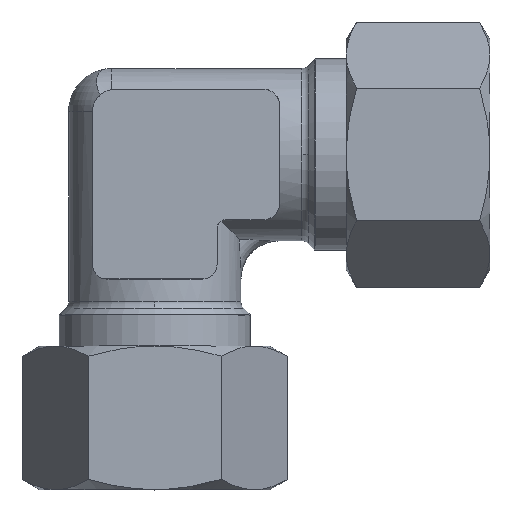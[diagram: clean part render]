
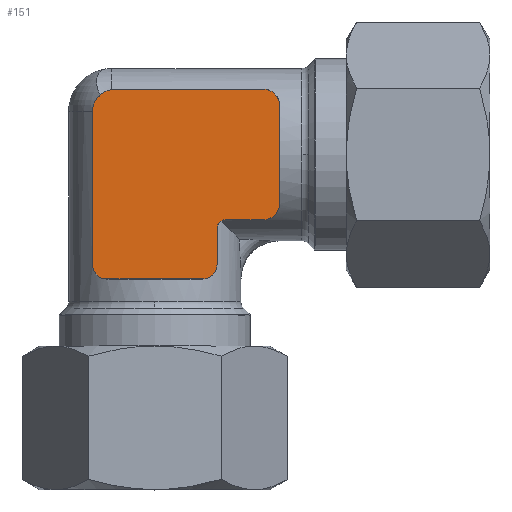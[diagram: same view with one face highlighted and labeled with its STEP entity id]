
A CAD part, top view. The second image highlights one B-rep face of the part: STEP entity #151.
In plain terms, the highlighted planar face has unit normal (0, 0, 1).
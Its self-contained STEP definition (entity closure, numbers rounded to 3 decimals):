
#151=ADVANCED_FACE('',(#381),#382,.T.);
#381=FACE_OUTER_BOUND('',#629,.T.);
#382=PLANE('',#630);
#629=EDGE_LOOP('',(#1449,#1450,#1451,#1452,#1453,#1454,#1455,#1456,#1457,#1458,#1459,#1460,#1461,#1462,#1463));
#630=AXIS2_PLACEMENT_3D('',#1464,#1465,#1466);
#1449=ORIENTED_EDGE('',*,*,#1674,.F.);
#1450=ORIENTED_EDGE('',*,*,#1876,.F.);
#1451=ORIENTED_EDGE('',*,*,#1887,.F.);
#1452=ORIENTED_EDGE('',*,*,#1903,.F.);
#1453=ORIENTED_EDGE('',*,*,#1901,.F.);
#1454=ORIENTED_EDGE('',*,*,#1899,.F.);
#1455=ORIENTED_EDGE('',*,*,#1897,.F.);
#1456=ORIENTED_EDGE('',*,*,#1895,.F.);
#1457=ORIENTED_EDGE('',*,*,#1893,.F.);
#1458=ORIENTED_EDGE('',*,*,#1891,.F.);
#1459=ORIENTED_EDGE('',*,*,#1852,.F.);
#1460=ORIENTED_EDGE('',*,*,#1859,.F.);
#1461=ORIENTED_EDGE('',*,*,#1681,.F.);
#1462=ORIENTED_EDGE('',*,*,#1864,.F.);
#1463=ORIENTED_EDGE('',*,*,#1869,.F.);
#1464=CARTESIAN_POINT('',(2.706,-2.558,9.5));
#1465=DIRECTION('',(0.0,0.0,1.0));
#1466=DIRECTION('',(1.0,0.0,0.0));
#1674=EDGE_CURVE('',#2012,#2010,#2014,.T.);
#1681=EDGE_CURVE('',#2025,#2023,#2027,.T.);
#1852=EDGE_CURVE('',#2298,#2300,#2301,.T.);
#1859=EDGE_CURVE('',#2023,#2298,#2309,.T.);
#1864=EDGE_CURVE('',#2315,#2025,#2317,.T.);
#1869=EDGE_CURVE('',#2010,#2315,#2323,.T.);
#1876=EDGE_CURVE('',#2332,#2012,#2334,.T.);
#1887=EDGE_CURVE('',#2349,#2332,#2351,.T.);
#1891=EDGE_CURVE('',#2300,#2356,#2357,.T.);
#1893=EDGE_CURVE('',#2356,#2359,#2360,.T.);
#1895=EDGE_CURVE('',#2359,#2362,#2363,.T.);
#1897=EDGE_CURVE('',#2362,#2365,#2366,.T.);
#1899=EDGE_CURVE('',#2365,#2368,#2369,.T.);
#1901=EDGE_CURVE('',#2368,#2371,#2372,.T.);
#1903=EDGE_CURVE('',#2371,#2349,#2374,.T.);
#2010=VERTEX_POINT('',#2599);
#2012=VERTEX_POINT('',#2602);
#2014=CIRCLE('',#2605,1.583);
#2023=VERTEX_POINT('',#2629);
#2025=VERTEX_POINT('',#2632);
#2027=CIRCLE('',#2635,1.583);
#2298=VERTEX_POINT('',#3646);
#2300=VERTEX_POINT('',#3649);
#2301=LINE('',#3650,#3651);
#2309=CIRCLE('',#3687,1.583);
#2315=VERTEX_POINT('',#3695);
#2317=LINE('',#3698,#3699);
#2323=CIRCLE('',#3720,1.583);
#2332=VERTEX_POINT('',#3733);
#2334=LINE('',#3736,#3737);
#2349=VERTEX_POINT('',#3800);
#2351=CIRCLE('',#3803,2.341);
#2356=VERTEX_POINT('',#3810);
#2357=LINE('',#3811,#3812);
#2359=VERTEX_POINT('',#3815);
#2360=CIRCLE('',#3816,0.992);
#2362=VERTEX_POINT('',#3819);
#2363=LINE('',#3820,#3821);
#2365=VERTEX_POINT('',#3824);
#2366=CIRCLE('',#3825,1.5);
#2368=VERTEX_POINT('',#3828);
#2369=LINE('',#3829,#3830);
#2371=VERTEX_POINT('',#3833);
#2372=CIRCLE('',#3834,1.5);
#2374=LINE('',#3837,#3838);
#2599=CARTESIAN_POINT('',(13.001,5.225,9.5));
#2602=CARTESIAN_POINT('',(11.5,6.806,9.5));
#2605=AXIS2_PLACEMENT_3D('',#3974,#3975,#3976);
#2629=CARTESIAN_POINT('',(13.001,-5.225,9.5));
#2632=CARTESIAN_POINT('',(13.0,-5.176,9.5));
#2635=AXIS2_PLACEMENT_3D('',#3984,#3985,#3986);
#3646=CARTESIAN_POINT('',(11.5,-6.806,9.5));
#3649=CARTESIAN_POINT('',(9.832,-6.806,9.5));
#3650=CARTESIAN_POINT('',(9.832,-6.806,9.5));
#3651=VECTOR('',#4219,1.0);
#3687=AXIS2_PLACEMENT_3D('',#4228,#4229,#4230);
#3695=CARTESIAN_POINT('',(13.0,5.176,9.5));
#3698=CARTESIAN_POINT('',(13.0,5.176,9.5));
#3699=VECTOR('',#4237,1.0);
#3720=AXIS2_PLACEMENT_3D('',#4243,#4244,#4245);
#3733=CARTESIAN_POINT('',(-4.2,6.806,9.5));
#3736=CARTESIAN_POINT('',(-4.2,6.806,9.5));
#3737=VECTOR('',#4254,1.0);
#3800=CARTESIAN_POINT('',(-6.5,4.47,9.5));
#3803=AXIS2_PLACEMENT_3D('',#4262,#4263,#4264);
#3810=CARTESIAN_POINT('',(7.5,-6.766,9.5));
#3811=CARTESIAN_POINT('',(7.5,-6.766,9.5));
#3812=VECTOR('',#4270,1.0);
#3815=CARTESIAN_POINT('',(6.5,-7.631,9.5));
#3816=AXIS2_PLACEMENT_3D('',#4272,#4273,#4274);
#3819=CARTESIAN_POINT('',(6.5,-11.5,9.5));
#3820=CARTESIAN_POINT('',(6.5,-11.5,9.5));
#3821=VECTOR('',#4276,1.0);
#3824=CARTESIAN_POINT('',(5.0,-13.,9.5));
#3825=AXIS2_PLACEMENT_3D('',#4278,#4279,#4280);
#3828=CARTESIAN_POINT('',(-5.0,-13.,9.5));
#3829=CARTESIAN_POINT('',(-5.0,-13.,9.5));
#3830=VECTOR('',#4282,1.0);
#3833=CARTESIAN_POINT('',(-6.5,-11.5,9.5));
#3834=AXIS2_PLACEMENT_3D('',#4284,#4285,#4286);
#3837=CARTESIAN_POINT('',(-6.5,-11.5,9.5));
#3838=VECTOR('',#4288,1.0);
#3974=CARTESIAN_POINT('',(11.417,5.225,9.5));
#3975=DIRECTION('',(0.0,0.0,-1.0));
#3976=DIRECTION('',(1.0,0.0,0.0));
#3984=CARTESIAN_POINT('',(11.417,-5.225,9.5));
#3985=DIRECTION('',(0.0,0.0,-1.0));
#3986=DIRECTION('',(1.0,0.0,0.0));
#4219=DIRECTION('',(-1.0,0.,-0.0));
#4228=CARTESIAN_POINT('',(11.417,-5.225,9.5));
#4229=DIRECTION('',(0.0,0.0,-1.0));
#4230=DIRECTION('',(1.0,0.0,0.0));
#4237=DIRECTION('',(0.0,-1.0,0.0));
#4243=CARTESIAN_POINT('',(11.417,5.225,9.5));
#4244=DIRECTION('',(0.0,0.0,-1.0));
#4245=DIRECTION('',(1.0,0.0,0.0));
#4254=DIRECTION('',(1.0,0.0,0.0));
#4262=CARTESIAN_POINT('',(-4.159,4.466,9.5));
#4263=DIRECTION('',(0.0,0.0,-1.0));
#4264=DIRECTION('',(1.0,0.0,0.0));
#4270=DIRECTION('',(-1.,0.017,0.0));
#4272=CARTESIAN_POINT('',(7.484,-7.758,9.5));
#4273=DIRECTION('',(0.0,0.0,1.0));
#4274=DIRECTION('',(1.0,0.0,0.0));
#4276=DIRECTION('',(-0.0,-1.0,-0.0));
#4278=CARTESIAN_POINT('',(5.0,-11.5,9.5));
#4279=DIRECTION('',(0.0,0.0,-1.0));
#4280=DIRECTION('',(1.0,0.0,0.0));
#4282=DIRECTION('',(-1.0,-0.0,-0.0));
#4284=CARTESIAN_POINT('',(-5.0,-11.5,9.5));
#4285=DIRECTION('',(0.0,0.0,-1.0));
#4286=DIRECTION('',(1.0,0.0,0.0));
#4288=DIRECTION('',(0.0,1.0,0.0));
